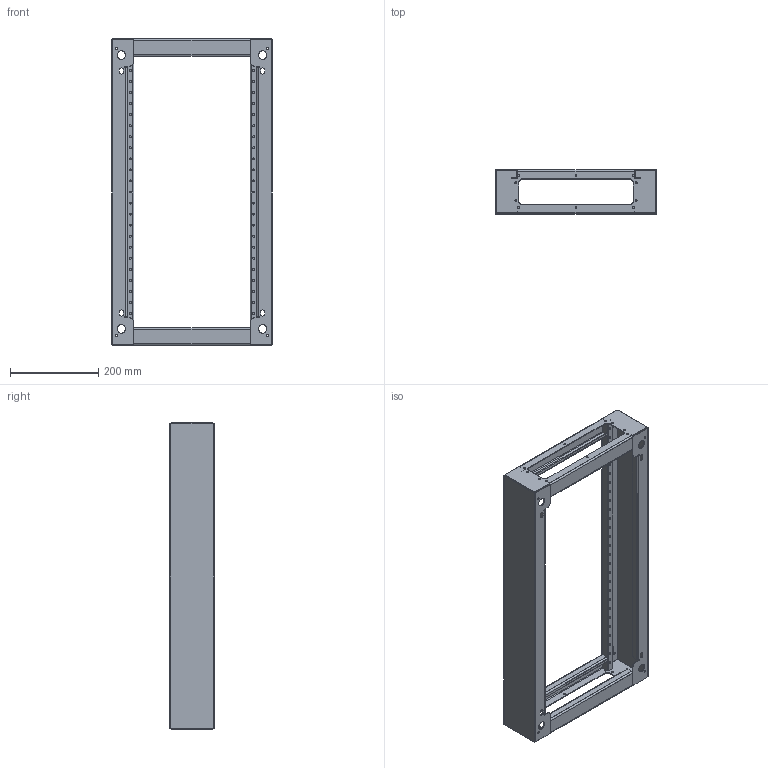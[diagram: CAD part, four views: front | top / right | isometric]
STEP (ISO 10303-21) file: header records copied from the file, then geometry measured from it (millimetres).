
FILE_DESCRIPTION (( 'STEP AP214' ), '1' );
FILE_NAME ('915.174.STEP', '2024-08-22T04:30:39', ( '' ), ( '' ), 'SwSTEP 2.0', 'SolidWorks 2021', '' );
FILE_SCHEMA (( 'AUTOMOTIVE_DESIGN' ));
Length unit declared in the file: millimetre
Products named in the file (3): 915.174-01; 915.174-02; 915.174
Assembly tree (4 placements, depth 2):
  915.174
    915.174-01  x2
    915.174-02  x2
Bounding box: 364 x 100 x 694 mm (x, y, z)
Volume: 812664.9 mm3; surface area: 831350.4 mm2
Topology: 4 solids, 4 shells, 504 faces, 1312 edges, 816 vertices
Faces by surface type: cylinder 280, plane 224
Entity records: 8042 total; most frequent: DIRECTION 1454, CARTESIAN_POINT 1323, ORIENTED_EDGE 1312, EDGE_CURVE 656, AXIS2_PLACEMENT_3D 539, VERTEX_POINT 408, VECTOR 376, LINE 376
